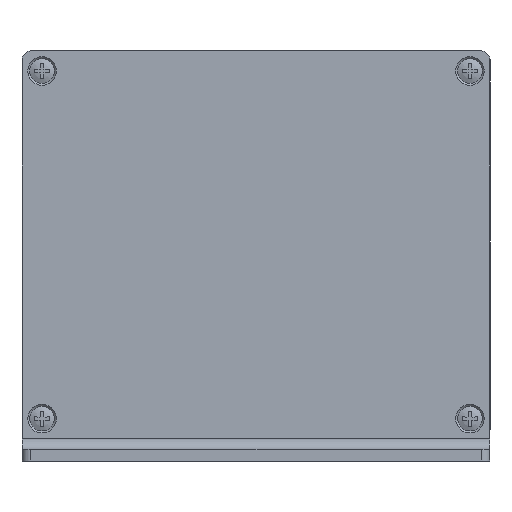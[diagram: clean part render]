
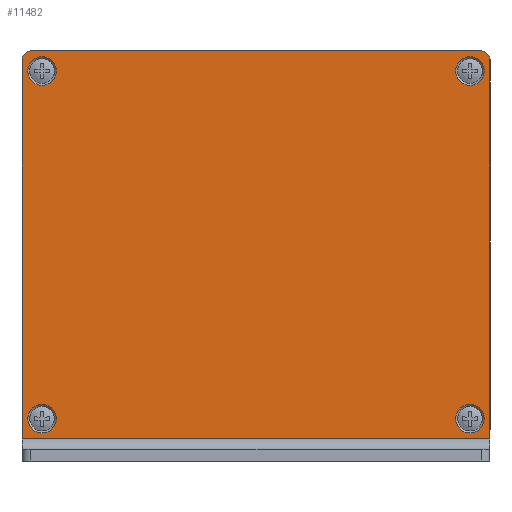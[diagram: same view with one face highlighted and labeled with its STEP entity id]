
A CAD part, front view. The second image highlights one B-rep face of the part: STEP entity #11482.
In plain terms, the highlighted planar face has unit normal (0, -1, 0).
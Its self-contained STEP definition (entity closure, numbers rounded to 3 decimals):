
#83=FACE_BOUND('',#3565,.T.);
#84=FACE_BOUND('',#3566,.T.);
#85=FACE_BOUND('',#3567,.T.);
#86=FACE_BOUND('',#3568,.T.);
#231=PLANE('',#12980);
#1025=LINE('',#19767,#1757);
#1026=LINE('',#19771,#1758);
#1027=LINE('',#19773,#1759);
#1028=LINE('',#19774,#1760);
#1757=VECTOR('',#16619,101.);
#1758=VECTOR('',#16622,84.9);
#1759=VECTOR('',#16623,105.);
#1760=VECTOR('',#16624,84.9);
#2844=FACE_OUTER_BOUND('',#3564,.T.);
#3564=EDGE_LOOP('',(#9730,#9731,#9732,#9733,#9734,#9735));
#3565=EDGE_LOOP('',(#9736));
#3566=EDGE_LOOP('',(#9737));
#3567=EDGE_LOOP('',(#9738));
#3568=EDGE_LOOP('',(#9739));
#4416=CIRCLE('',#12979,3.2);
#4417=CIRCLE('',#12981,2.);
#4418=CIRCLE('',#12982,2.);
#4419=CIRCLE('',#12983,3.2);
#4420=CIRCLE('',#12984,3.2);
#4421=CIRCLE('',#12985,3.2);
#5218=VERTEX_POINT('',#19760);
#5219=VERTEX_POINT('',#19763);
#5220=VERTEX_POINT('',#19764);
#5221=VERTEX_POINT('',#19766);
#5222=VERTEX_POINT('',#19768);
#5223=VERTEX_POINT('',#19770);
#5224=VERTEX_POINT('',#19772);
#5225=VERTEX_POINT('',#19775);
#5226=VERTEX_POINT('',#19777);
#5227=VERTEX_POINT('',#19779);
#6741=EDGE_CURVE('',#5218,#5218,#4416,.T.);
#6742=EDGE_CURVE('',#5219,#5220,#4417,.T.);
#6743=EDGE_CURVE('',#5219,#5221,#1025,.T.);
#6744=EDGE_CURVE('',#5222,#5221,#4418,.T.);
#6745=EDGE_CURVE('',#5223,#5222,#1026,.T.);
#6746=EDGE_CURVE('',#5224,#5223,#1027,.T.);
#6747=EDGE_CURVE('',#5220,#5224,#1028,.T.);
#6748=EDGE_CURVE('',#5225,#5225,#4419,.T.);
#6749=EDGE_CURVE('',#5226,#5226,#4420,.T.);
#6750=EDGE_CURVE('',#5227,#5227,#4421,.T.);
#9730=ORIENTED_EDGE('',*,*,#6742,.F.);
#9731=ORIENTED_EDGE('',*,*,#6743,.T.);
#9732=ORIENTED_EDGE('',*,*,#6744,.F.);
#9733=ORIENTED_EDGE('',*,*,#6745,.F.);
#9734=ORIENTED_EDGE('',*,*,#6746,.F.);
#9735=ORIENTED_EDGE('',*,*,#6747,.F.);
#9736=ORIENTED_EDGE('',*,*,#6748,.F.);
#9737=ORIENTED_EDGE('',*,*,#6749,.F.);
#9738=ORIENTED_EDGE('',*,*,#6750,.F.);
#9739=ORIENTED_EDGE('',*,*,#6741,.F.);
#11482=ADVANCED_FACE('',(#2844,#83,#84,#85,#86),#231,.T.);
#12979=AXIS2_PLACEMENT_3D('',#19761,#16613,#16614);
#12980=AXIS2_PLACEMENT_3D('',#19762,#16615,#16616);
#12981=AXIS2_PLACEMENT_3D('',#19765,#16617,#16618);
#12982=AXIS2_PLACEMENT_3D('',#19769,#16620,#16621);
#12983=AXIS2_PLACEMENT_3D('',#19776,#16625,#16626);
#12984=AXIS2_PLACEMENT_3D('',#19778,#16627,#16628);
#12985=AXIS2_PLACEMENT_3D('',#19780,#16629,#16630);
#16613=DIRECTION('center_axis',(0.,-1.,0.));
#16614=DIRECTION('ref_axis',(-1.,0.,0.));
#16615=DIRECTION('center_axis',(0.,-1.,0.));
#16616=DIRECTION('ref_axis',(0.,0.,-1.));
#16617=DIRECTION('center_axis',(0.,1.,0.));
#16618=DIRECTION('ref_axis',(0.707,0.,0.707));
#16619=DIRECTION('',(-1.,0.,0.));
#16620=DIRECTION('center_axis',(0.,1.,0.));
#16621=DIRECTION('ref_axis',(-0.707,0.,0.707));
#16622=DIRECTION('',(0.,0.,1.));
#16623=DIRECTION('',(-1.,0.,0.));
#16624=DIRECTION('',(0.,0.,-1.));
#16625=DIRECTION('center_axis',(0.,-1.,0.));
#16626=DIRECTION('ref_axis',(-1.,0.,0.));
#16627=DIRECTION('center_axis',(0.,-1.,0.));
#16628=DIRECTION('ref_axis',(-1.,0.,0.));
#16629=DIRECTION('center_axis',(0.,-1.,0.));
#16630=DIRECTION('ref_axis',(-1.,0.,0.));
#19760=CARTESIAN_POINT('',(51.2,-2.6,87.5));
#19761=CARTESIAN_POINT('Origin',(48.,-2.6,87.5));
#19762=CARTESIAN_POINT('Origin',(0.,-2.6,92.));
#19763=CARTESIAN_POINT('',(50.5,-2.6,92.));
#19764=CARTESIAN_POINT('',(52.5,-2.6,90.));
#19765=CARTESIAN_POINT('Origin',(50.5,-2.6,90.));
#19766=CARTESIAN_POINT('',(-50.5,-2.6,92.));
#19767=CARTESIAN_POINT('',(0.,-2.6,92.));
#19768=CARTESIAN_POINT('',(-52.5,-2.6,90.));
#19769=CARTESIAN_POINT('Origin',(-50.5,-2.6,90.));
#19770=CARTESIAN_POINT('',(-52.5,-2.6,5.1));
#19771=CARTESIAN_POINT('',(-52.5,-2.6,2.6));
#19772=CARTESIAN_POINT('',(52.5,-2.6,5.1));
#19773=CARTESIAN_POINT('',(0.,-2.6,5.1));
#19774=CARTESIAN_POINT('',(52.5,-2.6,2.6));
#19775=CARTESIAN_POINT('',(51.2,-2.6,9.5));
#19776=CARTESIAN_POINT('Origin',(48.,-2.6,9.5));
#19777=CARTESIAN_POINT('',(-44.8,-2.6,87.5));
#19778=CARTESIAN_POINT('Origin',(-48.,-2.6,87.5));
#19779=CARTESIAN_POINT('',(-44.8,-2.6,9.5));
#19780=CARTESIAN_POINT('Origin',(-48.,-2.6,9.5));
